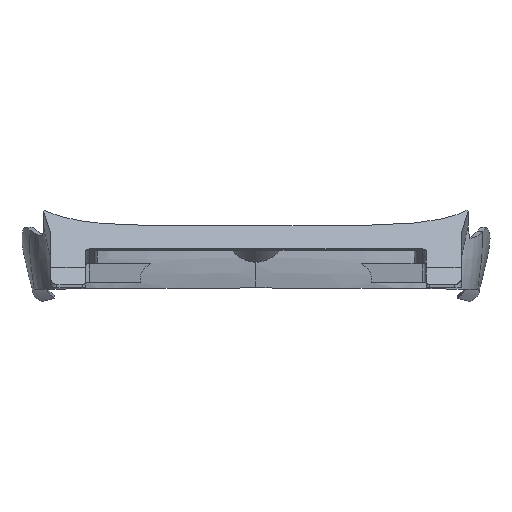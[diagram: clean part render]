
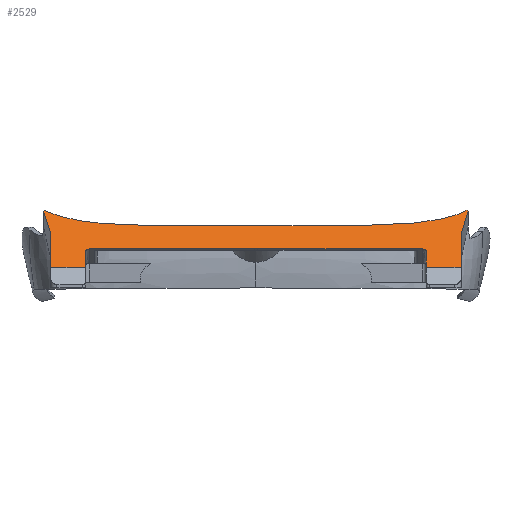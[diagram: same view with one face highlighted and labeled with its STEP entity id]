
A CAD part, top view. The second image highlights one B-rep face of the part: STEP entity #2529.
In plain terms, the highlighted planar face has unit normal (0, 0.623, 0.783).
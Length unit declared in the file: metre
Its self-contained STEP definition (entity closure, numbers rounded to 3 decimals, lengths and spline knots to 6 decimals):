
#107=ELLIPSE('',#2638,0.0015,0.001061);
#110=ELLIPSE('',#2645,0.0015,0.001061);
#314=B_SPLINE_CURVE_WITH_KNOTS('',3,(#16301,#16302,#16303,#16304,#16305,
#16306,#16307,#16308,#16309,#16310,#16311,#16312),.UNSPECIFIED.,.F.,.F.,
(4,1,1,1,1,1,1,1,1,4),(0.000462,0.00987,0.019278,
0.028686,0.038093,0.047501,0.056909,
0.066317,0.071021,0.075725),.UNSPECIFIED.);
#318=B_SPLINE_CURVE_WITH_KNOTS('',3,(#16355,#16356,#16357,#16358),
 .UNSPECIFIED.,.F.,.F.,(4,4),(0.,0.0007),.UNSPECIFIED.);
#328=B_SPLINE_CURVE_WITH_KNOTS('',3,(#16516,#16517,#16518,#16519,#16520,
#16521,#16522,#16523,#16524,#16525,#16526,#16527),.UNSPECIFIED.,.F.,.F.,
(4,1,1,1,1,1,1,1,1,4),(0.,0.004683,0.009366,0.018732,
0.028097,0.037463,0.046829,0.056195,
0.065561,0.074926),.UNSPECIFIED.);
#331=B_SPLINE_CURVE_WITH_KNOTS('',3,(#16566,#16567,#16568,#16569),
 .UNSPECIFIED.,.F.,.F.,(4,4),(0.,0.0007),.UNSPECIFIED.);
#1081=ORIENTED_EDGE('',*,*,#1413,.F.);
#1082=ORIENTED_EDGE('',*,*,#1404,.F.);
#1083=ORIENTED_EDGE('',*,*,#1441,.F.);
#1084=ORIENTED_EDGE('',*,*,#1437,.F.);
#1085=ORIENTED_EDGE('',*,*,#1433,.F.);
#1086=ORIENTED_EDGE('',*,*,#1466,.F.);
#1087=ORIENTED_EDGE('',*,*,#1469,.F.);
#1088=ORIENTED_EDGE('',*,*,#1472,.F.);
#1089=ORIENTED_EDGE('',*,*,#1444,.F.);
#1090=ORIENTED_EDGE('',*,*,#1454,.F.);
#1091=ORIENTED_EDGE('',*,*,#1463,.F.);
#1092=ORIENTED_EDGE('',*,*,#1464,.T.);
#1093=ORIENTED_EDGE('',*,*,#1424,.F.);
#1094=ORIENTED_EDGE('',*,*,#1431,.T.);
#1095=ORIENTED_EDGE('',*,*,#1429,.F.);
#1404=EDGE_CURVE('',#1714,#1716,#1851,.T.);
#1413=EDGE_CURVE('',#1716,#1724,#1857,.T.);
#1424=EDGE_CURVE('',#1733,#1734,#1864,.T.);
#1429=EDGE_CURVE('',#1724,#1737,#1869,.T.);
#1431=EDGE_CURVE('',#1733,#1737,#107,.F.);
#1433=EDGE_CURVE('',#1738,#1740,#314,.T.);
#1437=EDGE_CURVE('',#1740,#1742,#318,.T.);
#1441=EDGE_CURVE('',#1742,#1714,#1871,.T.);
#1444=EDGE_CURVE('',#1745,#1747,#1874,.T.);
#1454=EDGE_CURVE('',#1756,#1745,#1881,.T.);
#1463=EDGE_CURVE('',#1762,#1756,#1886,.T.);
#1464=EDGE_CURVE('',#1762,#1734,#110,.T.);
#1466=EDGE_CURVE('',#1763,#1738,#328,.T.);
#1469=EDGE_CURVE('',#1765,#1763,#331,.T.);
#1472=EDGE_CURVE('',#1747,#1765,#1887,.T.);
#1714=VERTEX_POINT('',#16150);
#1716=VERTEX_POINT('',#16153);
#1724=VERTEX_POINT('',#16178);
#1733=VERTEX_POINT('',#16211);
#1734=VERTEX_POINT('',#16213);
#1737=VERTEX_POINT('',#16222);
#1738=VERTEX_POINT('',#16299);
#1740=VERTEX_POINT('',#16313);
#1742=VERTEX_POINT('',#16359);
#1745=VERTEX_POINT('',#16379);
#1747=VERTEX_POINT('',#16382);
#1756=VERTEX_POINT('',#16408);
#1762=VERTEX_POINT('',#16437);
#1763=VERTEX_POINT('',#16514);
#1765=VERTEX_POINT('',#16564);
#1851=LINE('',#16152,#1970);
#1857=LINE('',#16177,#1976);
#1864=LINE('',#16212,#1983);
#1869=LINE('',#16221,#1988);
#1871=LINE('',#16375,#1990);
#1874=LINE('',#16381,#1993);
#1881=LINE('',#16409,#2000);
#1886=LINE('',#16438,#2005);
#1887=LINE('',#16580,#2006);
#1970=VECTOR('',#2865,1.);
#1976=VECTOR('',#2875,1.);
#1983=VECTOR('',#2886,1.);
#1988=VECTOR('',#2893,1.);
#1990=VECTOR('',#2899,1.);
#1993=VECTOR('',#2904,1.);
#2000=VECTOR('',#2915,1.);
#2005=VECTOR('',#2924,1.);
#2006=VECTOR('',#2929,1.);
#2176=EDGE_LOOP('',(#1081,#1082,#1083,#1084,#1085,#1086,#1087,#1088,#1089,
#1090,#1091,#1092,#1093,#1094,#1095));
#2327=FACE_BOUND('',#2176,.T.);
#2394=PLANE('',#2667);
#2529=ADVANCED_FACE('',(#2327),#2394,.T.);
#2638=AXIS2_PLACEMENT_3D('',#16234,#2895,#2896);
#2645=AXIS2_PLACEMENT_3D('',#16449,#2925,#2926);
#2667=AXIS2_PLACEMENT_3D('',#17040,#2995,#2996);
#2865=DIRECTION('',(0.,-0.783,0.623));
#2875=DIRECTION('',(-1.,0.,0.));
#2886=DIRECTION('',(-1.,0.,0.));
#2893=DIRECTION('',(0.,0.783,-0.623));
#2895=DIRECTION('',(0.,0.623,0.783));
#2896=DIRECTION('',(-1.,0.,0.));
#2899=DIRECTION('',(-0.241,-0.76,0.604));
#2904=DIRECTION('',(0.,0.783,-0.623));
#2915=DIRECTION('',(-1.,0.,0.));
#2924=DIRECTION('',(0.,-0.783,0.623));
#2925=DIRECTION('',(0.,-0.623,-0.783));
#2926=DIRECTION('',(1.,0.,0.));
#2929=DIRECTION('',(-0.241,0.76,-0.604));
#2995=DIRECTION('',(0.,0.623,0.783));
#2996=DIRECTION('',(1.,0.,0.));
#16150=CARTESIAN_POINT('',(0.072068,0.009214,0.071421));
#16152=CARTESIAN_POINT('',(0.072071,0.00237,0.076865));
#16153=CARTESIAN_POINT('',(0.072073,-0.002595,0.080815));
#16177=CARTESIAN_POINT('',(-0.065724,-0.002595,0.080815));
#16178=CARTESIAN_POINT('',(0.059875,-0.002595,0.080815));
#16211=CARTESIAN_POINT('',(0.058375,0.003854,0.075684));
#16212=CARTESIAN_POINT('',(0.047709,0.003854,0.075684));
#16213=CARTESIAN_POINT('',(-0.058375,0.003854,0.075684));
#16221=CARTESIAN_POINT('',(0.059875,-0.00078,0.079371));
#16222=CARTESIAN_POINT('',(0.059875,0.003024,0.076345));
#16234=CARTESIAN_POINT('',(0.058375,0.003024,0.076345));
#16299=CARTESIAN_POINT('',(0.,0.012198,0.069048));
#16301=CARTESIAN_POINT('',(0.000001,0.012198,0.069048));
#16302=CARTESIAN_POINT('',(0.003137,0.012189,0.069055));
#16303=CARTESIAN_POINT('',(0.009409,0.012161,0.069077));
#16304=CARTESIAN_POINT('',(0.018815,0.012005,0.069201));
#16305=CARTESIAN_POINT('',(0.028222,0.011891,0.069292));
#16306=CARTESIAN_POINT('',(0.037631,0.01196,0.069237));
#16307=CARTESIAN_POINT('',(0.047025,0.012294,0.068971));
#16308=CARTESIAN_POINT('',(0.056414,0.012969,0.068434));
#16309=CARTESIAN_POINT('',(0.064084,0.014091,0.067542));
#16310=CARTESIAN_POINT('',(0.070063,0.015664,0.066291));
#16311=CARTESIAN_POINT('',(0.072851,0.016793,0.065392));
#16312=CARTESIAN_POINT('',(0.074152,0.017498,0.064832));
#16313=CARTESIAN_POINT('',(0.074152,0.017498,0.064832));
#16355=CARTESIAN_POINT('',(0.074152,0.017498,0.064832));
#16356=CARTESIAN_POINT('',(0.074284,0.017348,0.064951));
#16357=CARTESIAN_POINT('',(0.074417,0.017198,0.06507));
#16358=CARTESIAN_POINT('',(0.07455,0.017048,0.06519));
#16359=CARTESIAN_POINT('',(0.07455,0.017048,0.06519));
#16375=CARTESIAN_POINT('',(0.076595,0.023499,0.060058));
#16379=CARTESIAN_POINT('',(-0.072073,-0.002595,0.080815));
#16381=CARTESIAN_POINT('',(-0.072071,0.00237,0.076865));
#16382=CARTESIAN_POINT('',(-0.072068,0.009214,0.071421));
#16408=CARTESIAN_POINT('',(-0.059875,-0.002595,0.080815));
#16409=CARTESIAN_POINT('',(0.065724,-0.002595,0.080815));
#16437=CARTESIAN_POINT('',(-0.059875,0.003024,0.076345));
#16438=CARTESIAN_POINT('',(-0.059875,-0.00078,0.079371));
#16449=CARTESIAN_POINT('',(-0.058375,0.003024,0.076345));
#16514=CARTESIAN_POINT('',(-0.074152,0.017498,0.064832));
#16516=CARTESIAN_POINT('',(-0.074152,0.017498,0.064832));
#16517=CARTESIAN_POINT('',(-0.07285,0.016793,0.065393));
#16518=CARTESIAN_POINT('',(-0.070078,0.01567,0.066286));
#16519=CARTESIAN_POINT('',(-0.064106,0.014094,0.067539));
#16520=CARTESIAN_POINT('',(-0.056414,0.012969,0.068434));
#16521=CARTESIAN_POINT('',(-0.047033,0.012295,0.06897));
#16522=CARTESIAN_POINT('',(-0.037635,0.01196,0.069237));
#16523=CARTESIAN_POINT('',(-0.028226,0.011891,0.069292));
#16524=CARTESIAN_POINT('',(-0.018818,0.012005,0.069201));
#16525=CARTESIAN_POINT('',(-0.00941,0.012161,0.069077));
#16526=CARTESIAN_POINT('',(-0.003138,0.012189,0.069055));
#16527=CARTESIAN_POINT('',(-0.000001,0.012198,0.069048));
#16564=CARTESIAN_POINT('',(-0.07455,0.017048,0.06519));
#16566=CARTESIAN_POINT('',(-0.07455,0.017048,0.06519));
#16567=CARTESIAN_POINT('',(-0.074417,0.017198,0.06507));
#16568=CARTESIAN_POINT('',(-0.074284,0.017348,0.064951));
#16569=CARTESIAN_POINT('',(-0.074152,0.017498,0.064832));
#16580=CARTESIAN_POINT('',(-0.076595,0.023499,0.060058));
#17040=CARTESIAN_POINT('',(0.002496,0.00747,0.072808));
